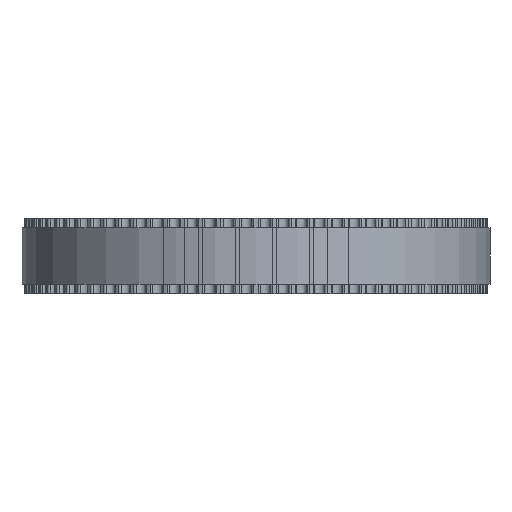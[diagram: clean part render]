
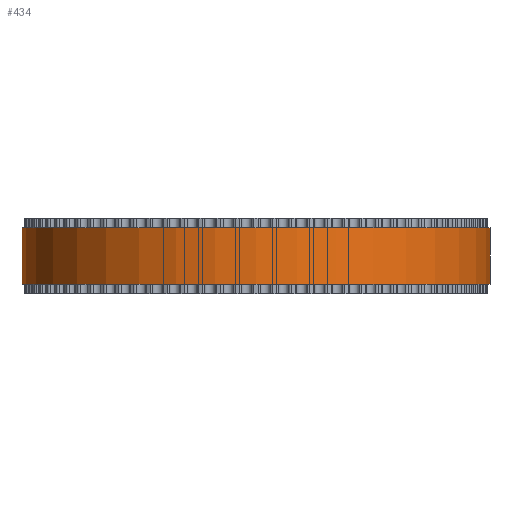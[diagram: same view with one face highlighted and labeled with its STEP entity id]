
A CAD part, front view. The second image highlights one B-rep face of the part: STEP entity #434.
In plain terms, the highlighted cylindrical face has radius 24.828 mm (diameter 49.656 mm), a full revolution.
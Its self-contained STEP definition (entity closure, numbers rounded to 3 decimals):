
#97=FACE_BOUND('',#1376,.T.);
#98=FACE_BOUND('',#1377,.T.);
#434=ADVANCED_FACE('',(#97,#98),#747,.T.);
#747=CYLINDRICAL_SURFACE('',#7007,24.828);
#1376=EDGE_LOOP('',(#3874));
#1377=EDGE_LOOP('',(#3875));
#3874=ORIENTED_EDGE('',*,*,#5438,.T.);
#3875=ORIENTED_EDGE('',*,*,#5439,.T.);
#4500=VERTEX_POINT('',#11080);
#4501=VERTEX_POINT('',#11082);
#5438=EDGE_CURVE('',#4500,#4500,#6064,.T.);
#5439=EDGE_CURVE('',#4501,#4501,#6065,.T.);
#6064=CIRCLE('',#7005,24.828);
#6065=CIRCLE('',#7006,24.828);
#7005=AXIS2_PLACEMENT_3D('',#11079,#9198,#9199);
#7006=AXIS2_PLACEMENT_3D('',#11081,#9200,#9201);
#7007=AXIS2_PLACEMENT_3D('',#11083,#9202,#9203);
#9198=DIRECTION('',(0.,0.,1.));
#9199=DIRECTION('',(1.,0.,0.));
#9200=DIRECTION('',(0.,0.,-1.));
#9201=DIRECTION('',(1.,0.,0.));
#9202=DIRECTION('',(0.,0.,1.));
#9203=DIRECTION('',(1.,0.,0.));
#11079=CARTESIAN_POINT('',(0.,0.,1.));
#11080=CARTESIAN_POINT('',(24.828,0.,1.));
#11081=CARTESIAN_POINT('',(0.,0.,7.));
#11082=CARTESIAN_POINT('',(24.828,0.,7.));
#11083=CARTESIAN_POINT('',(0.,0.,1.));
